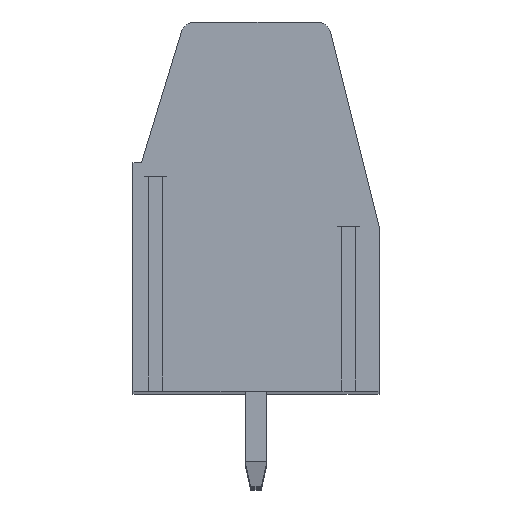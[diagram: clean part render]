
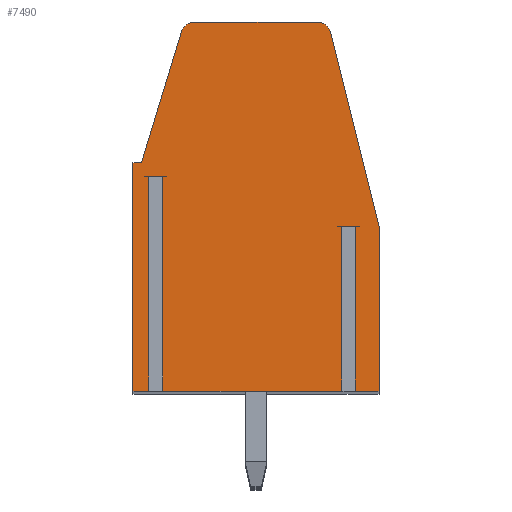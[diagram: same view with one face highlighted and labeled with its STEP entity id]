
A CAD part, top view. The second image highlights one B-rep face of the part: STEP entity #7490.
In plain terms, the highlighted planar face has unit normal (0, 0, 1).
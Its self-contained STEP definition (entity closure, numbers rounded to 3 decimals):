
#13=DIRECTION('',(-1.,0.,0.));
#14=VECTOR('',#13,0.503);
#15=CARTESIAN_POINT('',(-3.413,1.1,68.58));
#16=LINE('',#15,#14);
#17=DIRECTION('',(0.,1.,0.));
#18=VECTOR('',#17,7.85);
#19=CARTESIAN_POINT('',(-3.917,-6.75,68.58));
#20=LINE('',#19,#18);
#21=DIRECTION('',(1.,0.,0.));
#22=VECTOR('',#21,0.583);
#23=CARTESIAN_POINT('',(-4.5,-6.75,68.58));
#24=LINE('',#23,#22);
#25=DIRECTION('',(0.,-1.,0.));
#26=VECTOR('',#25,8.35);
#27=CARTESIAN_POINT('',(-4.5,1.6,68.58));
#28=LINE('',#27,#26);
#29=DIRECTION('',(-1.,0.,0.));
#30=VECTOR('',#29,0.31);
#31=CARTESIAN_POINT('',(-4.19,1.6,68.58));
#32=LINE('',#31,#30);
#33=DIRECTION('',(-0.292,-0.956,0.));
#34=VECTOR('',#33,5.015);
#35=CARTESIAN_POINT('',(-2.723,6.396,68.58));
#36=LINE('',#35,#34);
#37=CARTESIAN_POINT('',(-2.245,6.25,68.58));
#38=DIRECTION('',(0.,0.,1.));
#39=DIRECTION('',(0.,1.,0.));
#40=AXIS2_PLACEMENT_3D('',#37,#38,#39);
#42=DIRECTION('',(-1.,0.,0.));
#43=VECTOR('',#42,4.489);
#44=CARTESIAN_POINT('',(2.244,6.75,68.58));
#45=LINE('',#44,#43);
#46=CARTESIAN_POINT('',(2.244,6.25,68.58));
#47=DIRECTION('',(0.,0.,1.));
#48=DIRECTION('',(0.97,0.242,0.));
#49=AXIS2_PLACEMENT_3D('',#46,#47,#48);
#51=DIRECTION('',(-0.242,0.97,0.));
#52=VECTOR('',#51,7.318);
#53=CARTESIAN_POINT('',(4.5,-0.73,68.58));
#54=LINE('',#53,#52);
#55=DIRECTION('',(0.,1.,0.));
#56=VECTOR('',#55,6.02);
#57=CARTESIAN_POINT('',(4.5,-6.75,68.58));
#58=LINE('',#57,#56);
#59=DIRECTION('',(1.,0.,0.));
#60=VECTOR('',#59,0.863);
#61=CARTESIAN_POINT('',(3.637,-6.75,68.58));
#62=LINE('',#61,#60);
#63=DIRECTION('',(0.,1.,0.));
#64=VECTOR('',#63,6.02);
#65=CARTESIAN_POINT('',(3.637,-6.75,68.58));
#66=LINE('',#65,#64);
#67=DIRECTION('',(-1.,0.,0.));
#68=VECTOR('',#67,0.503);
#69=CARTESIAN_POINT('',(3.637,-0.73,68.58));
#70=LINE('',#69,#68);
#71=DIRECTION('',(0.,1.,0.));
#72=VECTOR('',#71,6.02);
#73=CARTESIAN_POINT('',(3.133,-6.75,68.58));
#74=LINE('',#73,#72);
#75=DIRECTION('',(1.,0.,0.));
#76=VECTOR('',#75,6.547);
#77=CARTESIAN_POINT('',(-3.413,-6.75,68.58));
#78=LINE('',#77,#76);
#79=DIRECTION('',(0.,1.,0.));
#80=VECTOR('',#79,7.85);
#81=CARTESIAN_POINT('',(-3.413,-6.75,68.58));
#82=LINE('',#81,#80);
#5861=CARTESIAN_POINT('',(4.5,-6.75,68.58));
#5862=CARTESIAN_POINT('',(4.5,-0.73,68.58));
#5863=VERTEX_POINT('',#5861);
#5864=VERTEX_POINT('',#5862);
#5865=CARTESIAN_POINT('',(2.73,6.371,68.58));
#5866=VERTEX_POINT('',#5865);
#5867=CARTESIAN_POINT('',(2.244,6.75,68.58));
#5868=VERTEX_POINT('',#5867);
#5869=CARTESIAN_POINT('',(-2.245,6.75,68.58));
#5870=VERTEX_POINT('',#5869);
#5871=CARTESIAN_POINT('',(-2.723,6.396,68.58));
#5872=VERTEX_POINT('',#5871);
#5873=CARTESIAN_POINT('',(-4.19,1.6,68.58));
#5874=VERTEX_POINT('',#5873);
#5875=CARTESIAN_POINT('',(-4.5,1.6,68.58));
#5876=VERTEX_POINT('',#5875);
#5877=CARTESIAN_POINT('',(-4.5,-6.75,68.58));
#5878=VERTEX_POINT('',#5877);
#5953=CARTESIAN_POINT('',(3.637,-0.73,68.58));
#5954=CARTESIAN_POINT('',(3.133,-0.73,68.58));
#5955=VERTEX_POINT('',#5953);
#5956=VERTEX_POINT('',#5954);
#5957=CARTESIAN_POINT('',(3.133,-6.75,68.58));
#5958=VERTEX_POINT('',#5957);
#5959=CARTESIAN_POINT('',(3.637,-6.75,68.58));
#5960=VERTEX_POINT('',#5959);
#5977=CARTESIAN_POINT('',(-3.413,1.1,68.58));
#5978=CARTESIAN_POINT('',(-3.917,1.1,68.58));
#5979=VERTEX_POINT('',#5977);
#5980=VERTEX_POINT('',#5978);
#5981=CARTESIAN_POINT('',(-3.413,-6.75,68.58));
#5982=VERTEX_POINT('',#5981);
#5983=CARTESIAN_POINT('',(-3.917,-6.75,68.58));
#5984=VERTEX_POINT('',#5983);
#7449=CARTESIAN_POINT('',(0.,0.,68.58));
#7450=DIRECTION('',(0.,0.,1.));
#7451=DIRECTION('',(1.,0.,0.));
#7452=AXIS2_PLACEMENT_3D('',#7449,#7450,#7451);
#7453=PLANE('',#7452);
#7455=ORIENTED_EDGE('',*,*,#7454,.T.);
#7457=ORIENTED_EDGE('',*,*,#7456,.F.);
#7459=ORIENTED_EDGE('',*,*,#7458,.F.);
#7461=ORIENTED_EDGE('',*,*,#7460,.F.);
#7463=ORIENTED_EDGE('',*,*,#7462,.F.);
#7465=ORIENTED_EDGE('',*,*,#7464,.F.);
#7467=ORIENTED_EDGE('',*,*,#7466,.F.);
#7469=ORIENTED_EDGE('',*,*,#7468,.F.);
#7471=ORIENTED_EDGE('',*,*,#7470,.F.);
#7473=ORIENTED_EDGE('',*,*,#7472,.F.);
#7475=ORIENTED_EDGE('',*,*,#7474,.F.);
#7477=ORIENTED_EDGE('',*,*,#7476,.F.);
#7479=ORIENTED_EDGE('',*,*,#7478,.T.);
#7481=ORIENTED_EDGE('',*,*,#7480,.T.);
#7483=ORIENTED_EDGE('',*,*,#7482,.F.);
#7485=ORIENTED_EDGE('',*,*,#7484,.F.);
#7487=ORIENTED_EDGE('',*,*,#7486,.T.);
#7488=EDGE_LOOP('',(#7455,#7457,#7459,#7461,#7463,#7465,#7467,#7469,#7471,#7473,
#7475,#7477,#7479,#7481,#7483,#7485,#7487));
#7489=FACE_OUTER_BOUND('',#7488,.F.);
#41=CIRCLE('',#40,0.5);
#50=CIRCLE('',#49,0.5);
#7454=EDGE_CURVE('',#5979,#5980,#16,.T.);
#7456=EDGE_CURVE('',#5984,#5980,#20,.T.);
#7458=EDGE_CURVE('',#5878,#5984,#24,.T.);
#7460=EDGE_CURVE('',#5876,#5878,#28,.T.);
#7462=EDGE_CURVE('',#5874,#5876,#32,.T.);
#7464=EDGE_CURVE('',#5872,#5874,#36,.T.);
#7466=EDGE_CURVE('',#5870,#5872,#41,.T.);
#7468=EDGE_CURVE('',#5868,#5870,#45,.T.);
#7470=EDGE_CURVE('',#5866,#5868,#50,.T.);
#7472=EDGE_CURVE('',#5864,#5866,#54,.T.);
#7474=EDGE_CURVE('',#5863,#5864,#58,.T.);
#7476=EDGE_CURVE('',#5960,#5863,#62,.T.);
#7478=EDGE_CURVE('',#5960,#5955,#66,.T.);
#7480=EDGE_CURVE('',#5955,#5956,#70,.T.);
#7482=EDGE_CURVE('',#5958,#5956,#74,.T.);
#7484=EDGE_CURVE('',#5982,#5958,#78,.T.);
#7486=EDGE_CURVE('',#5982,#5979,#82,.T.);
#7490=ADVANCED_FACE('',(#7489),#7453,.T.);
